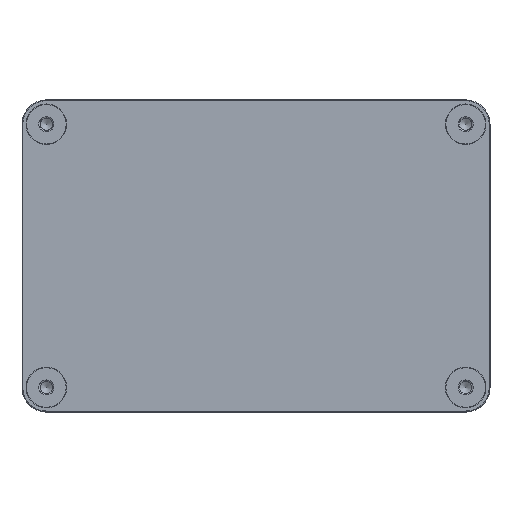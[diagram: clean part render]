
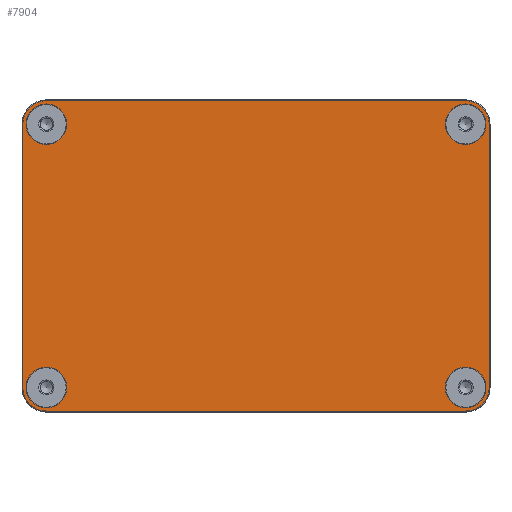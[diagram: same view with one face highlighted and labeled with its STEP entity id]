
A CAD part, top view. The second image highlights one B-rep face of the part: STEP entity #7904.
In plain terms, the highlighted planar face has unit normal (0, 0, 1).
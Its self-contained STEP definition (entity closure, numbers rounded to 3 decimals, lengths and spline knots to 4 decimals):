
#923=FACE_BOUND('',#2081,.T.);
#924=FACE_BOUND('',#2082,.T.);
#925=FACE_BOUND('',#2083,.T.);
#926=FACE_BOUND('',#2084,.T.);
#1148=CIRCLE('',#8507,0.3025);
#1150=CIRCLE('',#8511,0.3025);
#1152=CIRCLE('',#8515,0.3025);
#1154=CIRCLE('',#8519,0.3025);
#1158=CIRCLE('',#8528,0.2535);
#1159=CIRCLE('',#8529,0.2535);
#1160=CIRCLE('',#8530,0.2535);
#1161=CIRCLE('',#8531,0.2535);
#1598=FACE_OUTER_BOUND('',#2080,.T.);
#2080=EDGE_LOOP('',(#5580,#5581,#5582,#5583,#5584,#5585,#5586,#5587));
#2081=EDGE_LOOP('',(#5588));
#2082=EDGE_LOOP('',(#5589));
#2083=EDGE_LOOP('',(#5590));
#2084=EDGE_LOOP('',(#5591));
#2570=LINE('',#11211,#2867);
#2575=LINE('',#11225,#2872);
#2579=LINE('',#11237,#2876);
#2583=LINE('',#11249,#2880);
#2867=VECTOR('',#9514,0.3937);
#2872=VECTOR('',#9527,0.3937);
#2876=VECTOR('',#9539,0.3937);
#2880=VECTOR('',#9551,0.3937);
#3168=VERTEX_POINT('',#11208);
#3169=VERTEX_POINT('',#11210);
#3172=VERTEX_POINT('',#11217);
#3174=VERTEX_POINT('',#11223);
#3176=VERTEX_POINT('',#11229);
#3178=VERTEX_POINT('',#11235);
#3180=VERTEX_POINT('',#11241);
#3182=VERTEX_POINT('',#11247);
#3188=VERTEX_POINT('',#11273);
#3189=VERTEX_POINT('',#11275);
#3190=VERTEX_POINT('',#11277);
#3191=VERTEX_POINT('',#11279);
#4071=EDGE_CURVE('',#3168,#3169,#2570,.T.);
#4075=EDGE_CURVE('',#3172,#3168,#1148,.T.);
#4078=EDGE_CURVE('',#3174,#3172,#2575,.T.);
#4081=EDGE_CURVE('',#3176,#3174,#1150,.T.);
#4084=EDGE_CURVE('',#3178,#3176,#2579,.T.);
#4087=EDGE_CURVE('',#3180,#3178,#1152,.T.);
#4090=EDGE_CURVE('',#3182,#3180,#2583,.T.);
#4092=EDGE_CURVE('',#3169,#3182,#1154,.T.);
#4103=EDGE_CURVE('',#3188,#3188,#1158,.T.);
#4104=EDGE_CURVE('',#3189,#3189,#1159,.T.);
#4105=EDGE_CURVE('',#3190,#3190,#1160,.T.);
#4106=EDGE_CURVE('',#3191,#3191,#1161,.T.);
#5580=ORIENTED_EDGE('',*,*,#4071,.F.);
#5581=ORIENTED_EDGE('',*,*,#4075,.F.);
#5582=ORIENTED_EDGE('',*,*,#4078,.F.);
#5583=ORIENTED_EDGE('',*,*,#4081,.F.);
#5584=ORIENTED_EDGE('',*,*,#4084,.F.);
#5585=ORIENTED_EDGE('',*,*,#4087,.F.);
#5586=ORIENTED_EDGE('',*,*,#4090,.F.);
#5587=ORIENTED_EDGE('',*,*,#4092,.F.);
#5588=ORIENTED_EDGE('',*,*,#4103,.T.);
#5589=ORIENTED_EDGE('',*,*,#4104,.T.);
#5590=ORIENTED_EDGE('',*,*,#4105,.T.);
#5591=ORIENTED_EDGE('',*,*,#4106,.T.);
#7769=PLANE('',#8527);
#7904=ADVANCED_FACE('',(#1598,#923,#924,#925,#926),#7769,.T.);
#8507=AXIS2_PLACEMENT_3D('',#11219,#9520,#9521);
#8511=AXIS2_PLACEMENT_3D('',#11231,#9532,#9533);
#8515=AXIS2_PLACEMENT_3D('',#11243,#9544,#9545);
#8519=AXIS2_PLACEMENT_3D('',#11252,#9555,#9556);
#8527=AXIS2_PLACEMENT_3D('',#11272,#9578,#9579);
#8528=AXIS2_PLACEMENT_3D('',#11274,#9580,#9581);
#8529=AXIS2_PLACEMENT_3D('',#11276,#9582,#9583);
#8530=AXIS2_PLACEMENT_3D('',#11278,#9584,#9585);
#8531=AXIS2_PLACEMENT_3D('',#11280,#9586,#9587);
#9514=DIRECTION('',(1.,0.,0.));
#9520=DIRECTION('center_axis',(0.,0.,-1.));
#9521=DIRECTION('ref_axis',(0.,1.,0.));
#9527=DIRECTION('',(0.,1.,0.));
#9532=DIRECTION('center_axis',(0.,0.,-1.));
#9533=DIRECTION('ref_axis',(-1.,0.,0.));
#9539=DIRECTION('',(-1.,0.,0.));
#9544=DIRECTION('center_axis',(0.,0.,-1.));
#9545=DIRECTION('ref_axis',(0.,-1.,0.));
#9551=DIRECTION('',(0.,-1.,0.));
#9555=DIRECTION('center_axis',(0.,0.,-1.));
#9556=DIRECTION('ref_axis',(1.,0.,0.));
#9578=DIRECTION('center_axis',(0.,0.,1.));
#9579=DIRECTION('ref_axis',(-1.,0.,0.));
#9580=DIRECTION('center_axis',(0.,0.,-1.));
#9581=DIRECTION('ref_axis',(1.,0.,0.));
#9582=DIRECTION('center_axis',(0.,0.,-1.));
#9583=DIRECTION('ref_axis',(1.,0.,0.));
#9584=DIRECTION('center_axis',(0.,0.,-1.));
#9585=DIRECTION('ref_axis',(1.,0.,0.));
#9586=DIRECTION('center_axis',(0.,0.,-1.));
#9587=DIRECTION('ref_axis',(1.,0.,0.));
#11208=CARTESIAN_POINT('',(-2.6875,1.99,0.25));
#11210=CARTESIAN_POINT('',(2.6875,1.99,0.25));
#11211=CARTESIAN_POINT('',(1.3437,1.99,0.25));
#11217=CARTESIAN_POINT('',(-2.99,1.6875,0.25));
#11219=CARTESIAN_POINT('Origin',(-2.6875,1.6875,0.25));
#11223=CARTESIAN_POINT('',(-2.99,-1.6875,0.25));
#11225=CARTESIAN_POINT('',(-2.99,0.8438,0.25));
#11229=CARTESIAN_POINT('',(-2.6875,-1.99,0.25));
#11231=CARTESIAN_POINT('Origin',(-2.6875,-1.6875,0.25));
#11235=CARTESIAN_POINT('',(2.6875,-1.99,0.25));
#11237=CARTESIAN_POINT('',(-1.3438,-1.99,0.25));
#11241=CARTESIAN_POINT('',(2.99,-1.6875,0.25));
#11243=CARTESIAN_POINT('Origin',(2.6875,-1.6875,0.25));
#11247=CARTESIAN_POINT('',(2.99,1.6875,0.25));
#11249=CARTESIAN_POINT('',(2.99,-0.8437,0.25));
#11252=CARTESIAN_POINT('Origin',(2.6875,1.6875,0.25));
#11272=CARTESIAN_POINT('Origin',(0.,0.,
0.25));
#11273=CARTESIAN_POINT('',(2.434,1.6875,0.25));
#11274=CARTESIAN_POINT('Origin',(2.6875,1.6875,0.25));
#11275=CARTESIAN_POINT('',(-2.941,1.6875,0.25));
#11276=CARTESIAN_POINT('Origin',(-2.6875,1.6875,0.25));
#11277=CARTESIAN_POINT('',(-2.941,-1.6875,0.25));
#11278=CARTESIAN_POINT('Origin',(-2.6875,-1.6875,0.25));
#11279=CARTESIAN_POINT('',(2.434,-1.6875,0.25));
#11280=CARTESIAN_POINT('Origin',(2.6875,-1.6875,0.25));
